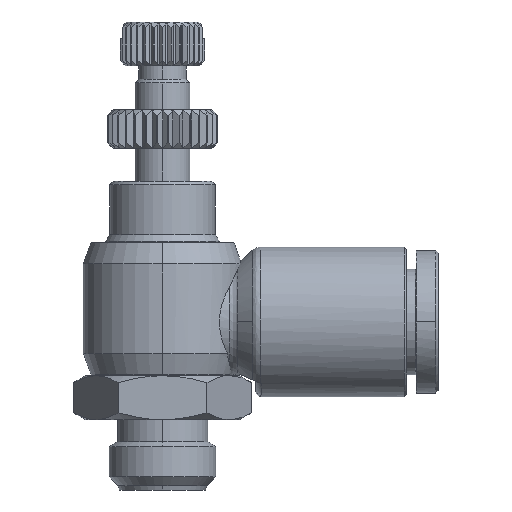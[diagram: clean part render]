
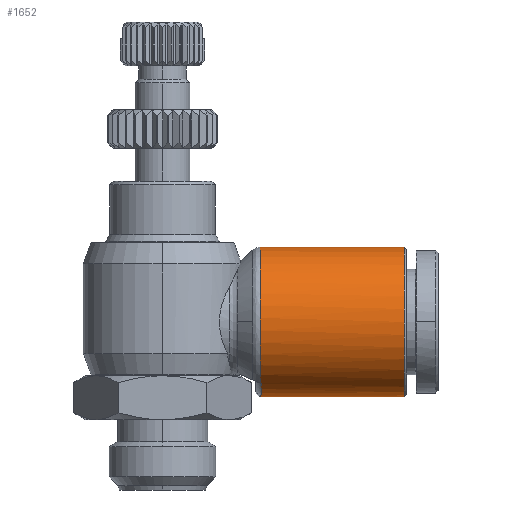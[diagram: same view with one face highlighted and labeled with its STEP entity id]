
A CAD part, front view. The second image highlights one B-rep face of the part: STEP entity #1652.
In plain terms, the highlighted cylindrical face has radius 6.8 mm (diameter 13.6 mm), a partial arc.
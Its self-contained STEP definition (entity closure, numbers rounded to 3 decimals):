
#1467 = CARTESIAN_POINT ( 'NONE',  ( -7.5, -3.837, 5.614 ) ) ;
#1652 = ADVANCED_FACE ( 'NONE', ( #19472 ), #12067, .T. ) ;
#4044 =( BOUNDED_CURVE ( )  B_SPLINE_CURVE ( 3, ( #13859, #15947, #18013, #1467 ),
 .UNSPECIFIED., .F., .T. ) 
 B_SPLINE_CURVE_WITH_KNOTS ( ( 4, 4 ),
 ( 2.529, 2.542 ),
 .UNSPECIFIED. ) 
 CURVE ( )  GEOMETRIC_REPRESENTATION_ITEM ( )  RATIONAL_B_SPLINE_CURVE ( ( 1., 1., 1., 1. ) ) 
 REPRESENTATION_ITEM ( '' )  );
#4392 = ORIENTED_EDGE ( 'NONE', *, *, #4647, .F. ) ;
#4641 = VERTEX_POINT ( 'NONE', #11108 ) ;
#4647 = EDGE_CURVE ( 'NONE', #12177, #22142, #19290, .T. ) ;
#5631 = CARTESIAN_POINT ( 'NONE',  ( -20.5, 0., 6.8 ) ) ;
#6335 = CARTESIAN_POINT ( 'NONE',  ( -7.5, 0., 6.8 ) ) ;
#6367 = EDGE_CURVE ( 'NONE', #26009, #15264, #4044, .T. ) ;
#7080 = CARTESIAN_POINT ( 'NONE',  ( -13., 0., 6.8 ) ) ;
#8279 = DIRECTION ( 'NONE',  ( 1., 0., 0. ) ) ;
#8892 = CARTESIAN_POINT ( 'NONE',  ( -7.384, -3.909, 5.564 ) ) ;
#8988 = DIRECTION ( 'NONE',  ( 0., 0., -1. ) ) ;
#9288 = EDGE_CURVE ( 'NONE', #12177, #25193, #13916, .T. ) ;
#9363 = AXIS2_PLACEMENT_3D ( 'NONE', #10338, #8279, #12228 ) ;
#10110 = CARTESIAN_POINT ( 'NONE',  ( -7.5, -3.837, 5.614 ) ) ;
#10159 = DIRECTION ( 'NONE',  ( -1., 0., 0. ) ) ;
#10338 = CARTESIAN_POINT ( 'NONE',  ( -20.5, 0., 0. ) ) ;
#11108 = CARTESIAN_POINT ( 'NONE',  ( -7.384, 0., -6.8 ) ) ;
#11218 = VECTOR ( 'NONE', #17245, 1000. ) ;
#11860 = DIRECTION ( 'NONE',  ( -1., 0., 0. ) ) ;
#12067 = CYLINDRICAL_SURFACE ( 'NONE', #16667, 6.8 ) ;
#12177 = VERTEX_POINT ( 'NONE', #5631 ) ;
#12228 = DIRECTION ( 'NONE',  ( 0., 0., -1. ) ) ;
#12362 = ORIENTED_EDGE ( 'NONE', *, *, #12752, .T. ) ;
#12752 = EDGE_CURVE ( 'NONE', #4641, #26009, #18283, .T. ) ;
#13469 = ORIENTED_EDGE ( 'NONE', *, *, #26452, .T. ) ;
#13859 = CARTESIAN_POINT ( 'NONE',  ( -7.384, -3.909, 5.564 ) ) ;
#13916 = CIRCLE ( 'NONE', #9363, 6.8 ) ;
#15264 = VERTEX_POINT ( 'NONE', #10110 ) ;
#15947 = CARTESIAN_POINT ( 'NONE',  ( -7.423, -3.885, 5.581 ) ) ;
#15991 = AXIS2_PLACEMENT_3D ( 'NONE', #24317, #10159, #26305 ) ;
#16201 = DIRECTION ( 'NONE',  ( 0., 0., -1. ) ) ;
#16667 = AXIS2_PLACEMENT_3D ( 'NONE', #18808, #16833, #8988 ) ;
#16743 = ORIENTED_EDGE ( 'NONE', *, *, #24477, .T. ) ;
#16833 = DIRECTION ( 'NONE',  ( 1., 0., 0. ) ) ;
#16968 = ORIENTED_EDGE ( 'NONE', *, *, #6367, .T. ) ;
#17245 = DIRECTION ( 'NONE',  ( 1., 0., 0. ) ) ;
#17276 = LINE ( 'NONE', #19380, #22713 ) ;
#18013 = CARTESIAN_POINT ( 'NONE',  ( -7.462, -3.861, 5.598 ) ) ;
#18283 = CIRCLE ( 'NONE', #15991, 6.8 ) ;
#18808 = CARTESIAN_POINT ( 'NONE',  ( -13., 0., 0. ) ) ;
#19027 = EDGE_LOOP ( 'NONE', ( #4392, #21554, #13469, #12362, #16968, #16743 ) ) ;
#19290 = LINE ( 'NONE', #7080, #11218 ) ;
#19380 = CARTESIAN_POINT ( 'NONE',  ( -13., 0., -6.8 ) ) ;
#19472 = FACE_OUTER_BOUND ( 'NONE', #19027, .T. ) ;
#19857 = AXIS2_PLACEMENT_3D ( 'NONE', #24244, #11860, #16201 ) ;
#21554 = ORIENTED_EDGE ( 'NONE', *, *, #9288, .T. ) ;
#21564 = CARTESIAN_POINT ( 'NONE',  ( -20.5, 0., -6.8 ) ) ;
#21833 = CIRCLE ( 'NONE', #19857, 6.8 ) ;
#22142 = VERTEX_POINT ( 'NONE', #6335 ) ;
#22713 = VECTOR ( 'NONE', #23626, 1000. ) ;
#23626 = DIRECTION ( 'NONE',  ( 1., 0., 0. ) ) ;
#24244 = CARTESIAN_POINT ( 'NONE',  ( -7.5, 0., 0. ) ) ;
#24317 = CARTESIAN_POINT ( 'NONE',  ( -7.384, 0., 0. ) ) ;
#24477 = EDGE_CURVE ( 'NONE', #15264, #22142, #21833, .T. ) ;
#25193 = VERTEX_POINT ( 'NONE', #21564 ) ;
#26009 = VERTEX_POINT ( 'NONE', #8892 ) ;
#26305 = DIRECTION ( 'NONE',  ( 0., 0., -1. ) ) ;
#26452 = EDGE_CURVE ( 'NONE', #25193, #4641, #17276, .T. ) ;
